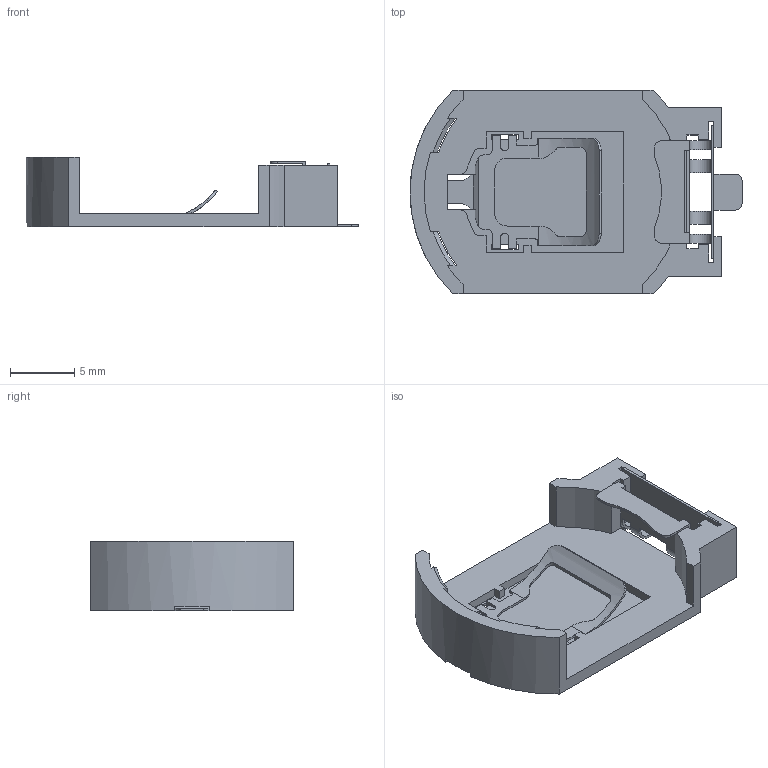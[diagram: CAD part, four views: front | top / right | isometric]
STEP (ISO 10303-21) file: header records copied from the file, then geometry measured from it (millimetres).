
FILE_DESCRIPTION(/* description */ ('STEP AP214'),/* implementation_level */ '2;1');
FILE_NAME(/* name */ 'BS-CR2032-8.step',/* time_stamp */ '2025-12-12T16:02:21+01:00',/* author */ (''),/* organization */ (''),/* preprocessor_version */ 'ST-DEVELOPER v20.1',/* originating_system */ 'Autodesk Translation Framework v14.21.0.0',/* authorisation */ '');
FILE_SCHEMA (('AUTOMOTIVE_DESIGN { 1 0 10303 214 3 1 1 }'));
Length unit declared in the file: millimetre
Products named in the file (1): BAT-SMD_BS-CR2032-8
Bounding box: 25.9 x 15.9 x 5.41 mm (x, y, z)
Volume: 461.5 mm3; surface area: 1408.5 mm2
Topology: 2 solids, 2 shells, 218 faces, 681 edges, 448 vertices
Faces by surface type: plane 166, cylinder 50, cone 2
Entity records: 7901 total; most frequent: CARTESIAN_POINT 1486, ORIENTED_EDGE 1362, DIRECTION 1207, EDGE_CURVE 681, LINE 553, VECTOR 553, VERTEX_POINT 448, AXIS2_PLACEMENT_3D 327
